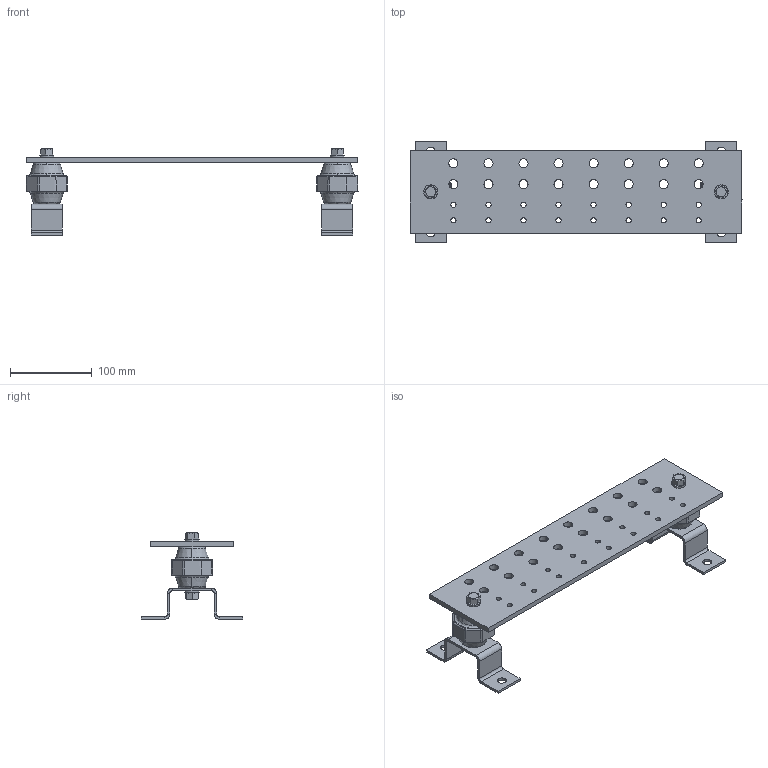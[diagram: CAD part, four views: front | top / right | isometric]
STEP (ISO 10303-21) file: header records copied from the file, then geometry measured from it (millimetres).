
FILE_DESCRIPTION (( 'STEP AP214' ), '1' );
FILE_NAME ('SPCGB-8KT.STEP', '2019-09-13T14:19:20', ( '' ), ( '' ), 'SwSTEP 2.0', 'SolidWorks 2019', '' );
FILE_SCHEMA (( 'AUTOMOTIVE_DESIGN' ));
Length unit declared in the file: inch
Products named in the file (8): 4200-S5_4200-S5; 375 bracket assy_375_cover; SPCGB-8KT; SCBKT-1; BOLT .375 -16  X .625; SCGB-8; .38 LWASHER
Assembly tree (15 placements, depth 3):
  SPCGB-8KT
    SCGB-8
    375 bracket assy_375_cover
      SCBKT-1
      4200-S5_4200-S5
      .38 LWASHER
      BOLT .375 -16  X .625
    375 bracket assy_375_cover
      SCBKT-1
      4200-S5_4200-S5
      .38 LWASHER
      BOLT .375 -16  X .625
    .38 LWASHER  x2
    BOLT .375 -16  X .625  x2
Bounding box: 406.4 x 123.83 x 105.89 mm (x, y, z)
Volume: 445713.7 mm3; surface area: 149071.9 mm2
Topology: 13 solids, 13 shells, 382 faces, 912 edges, 568 vertices
Faces by surface type: cylinder 172, plane 146, bspline 32, cone 32
Entity records: 7097 total; most frequent: CARTESIAN_POINT 1813, DIRECTION 1056, ORIENTED_EDGE 1008, EDGE_CURVE 504, AXIS2_PLACEMENT_3D 419, VERTEX_POINT 318, EDGE_LOOP 280, VECTOR 218
